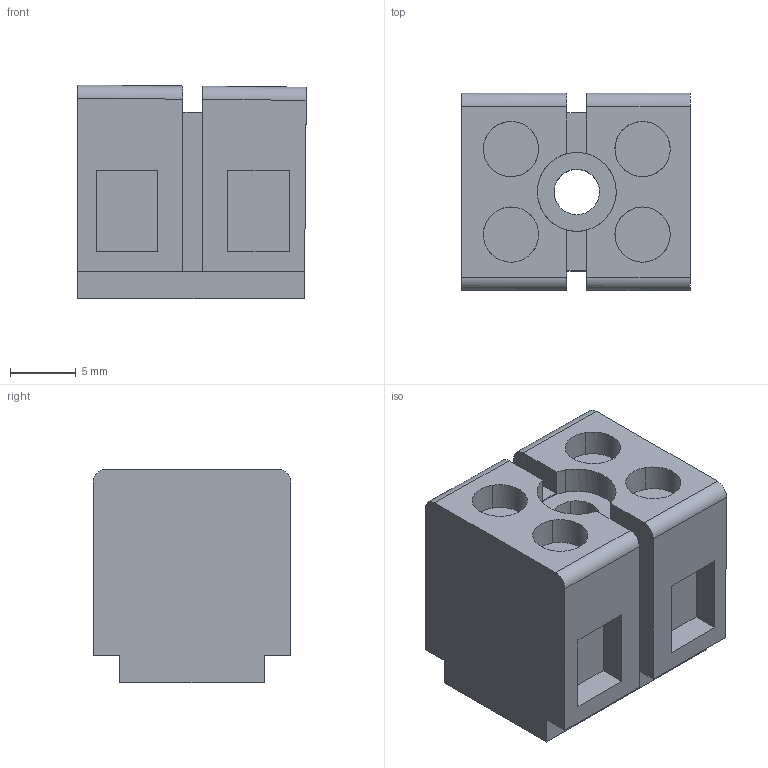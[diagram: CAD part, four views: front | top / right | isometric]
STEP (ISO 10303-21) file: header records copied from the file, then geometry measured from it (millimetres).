
FILE_DESCRIPTION(('CATIA V5 STEP Exchange','CAx-IF Rec.Pracs.--- Model Styling and Organization---1.4--- 2014-01-23'),'2;1');
FILE_NAME ('001670-2_1', '2021-12-06T07:22:27+00:00', ('none'), ('Weidmueller'), 'CATIA Version 5-6 Release 2016 SP3 HF44', 'CATIA V5 STEP AP214', 'none');
FILE_SCHEMA(('AUTOMOTIVE_DESIGN { 1 0 10303 214 1 1 1 1 }'));
Length unit declared in the file: millimetre
Products named in the file (1): 0273820000
Bounding box: 17.38 x 15 x 16.26 mm (x, y, z)
Volume: 3428.4 mm3; surface area: 2078.5 mm2
Topology: 1 solids, 1 shells, 66 faces, 174 edges, 118 vertices
Faces by surface type: plane 50, cylinder 16
Entity records: 2213 total; most frequent: CARTESIAN_POINT 627, ORIENTED_EDGE 348, DIRECTION 226, EDGE_CURVE 174, VECTOR 134, LINE 134, VERTEX_POINT 118, EDGE_LOOP 76
